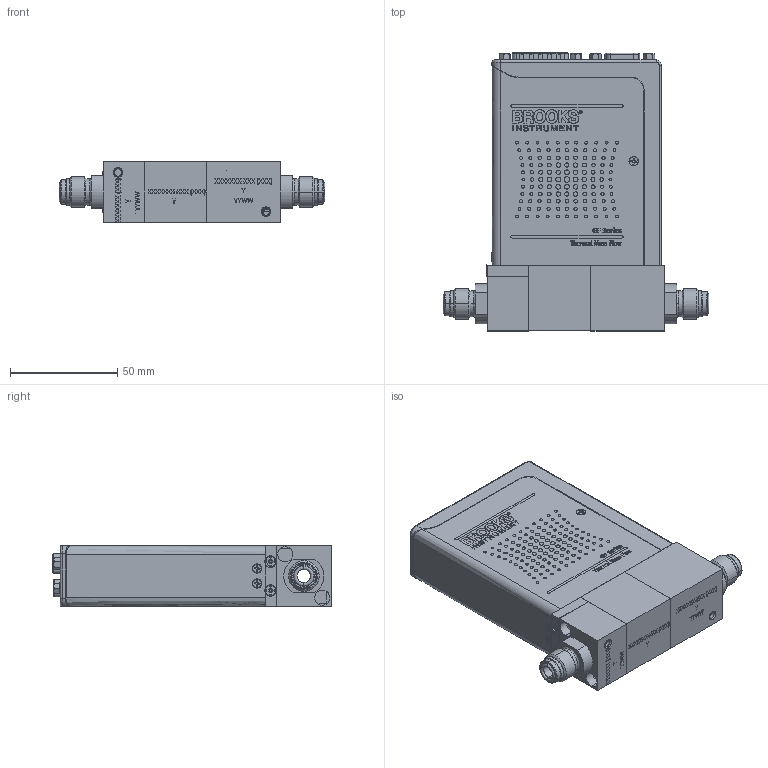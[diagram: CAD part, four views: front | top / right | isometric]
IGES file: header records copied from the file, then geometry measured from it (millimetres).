
Start section: SolidWorks IGES file using analytic representation for surfaces
Global section: file name: GF080-VX-P5.IGS; native system: SolidWorks 2020; preprocessor: SolidWorks 2020; author: CFehr; date: 220301.113338; units: inch
Bounding box: 124.02 x 129.8 x 28.67 mm (x, y, z)
Volume: 53882.8 mm3; surface area: 79330.9 mm2
Topology: 27 solids, 27 shells, 3991 faces, 10504 edges, 6895 vertices
Faces by surface type: plane 2129, bspline 1233, revolution 629
